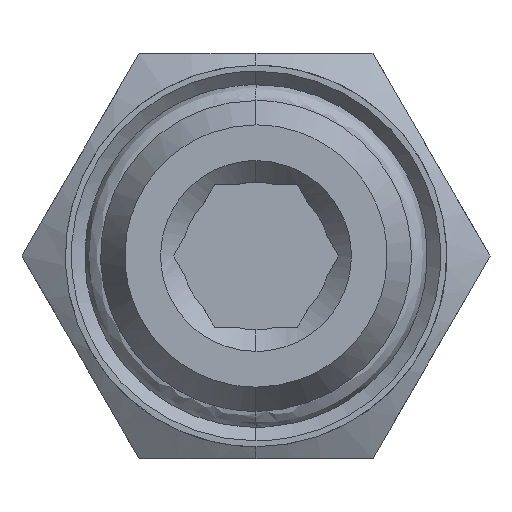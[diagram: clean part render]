
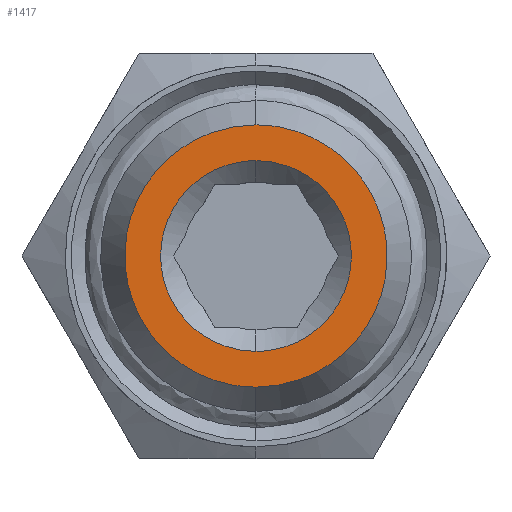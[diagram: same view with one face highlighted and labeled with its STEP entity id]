
A CAD part, front view. The second image highlights one B-rep face of the part: STEP entity #1417.
In plain terms, the highlighted free-form (B-spline) face has degree [1, 1] with [2, 2] control points.
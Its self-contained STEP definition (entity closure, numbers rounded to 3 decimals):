
#22 = CARTESIAN_POINT ( 'NONE',  ( 0., 0., 4. ) ) ;
#26 = CARTESIAN_POINT ( 'NONE',  ( -2.772, 0., -4.805 ) ) ;
#110 = CARTESIAN_POINT ( 'NONE',  ( 3.897, 0., -1.045 ) ) ;
#129 = CARTESIAN_POINT ( 'NONE',  ( 0.525, 0., 4. ) ) ;
#150 = FACE_BOUND ( 'NONE', #476, .T. ) ;
#199 = CARTESIAN_POINT ( 'NONE',  ( 0.722, 0., 5.5 ) ) ;
#321 = CARTESIAN_POINT ( 'NONE',  ( -3.2, 0., 2.457 ) ) ;
#341 = CARTESIAN_POINT ( 'NONE',  ( 0., 0., -4. ) ) ;
#356 = CARTESIAN_POINT ( 'NONE',  ( -3.494, 0., 2.016 ) ) ;
#452 = CARTESIAN_POINT ( 'NONE',  ( 2.457, 0., -3.2 ) ) ;
#473 = CARTESIAN_POINT ( 'NONE',  ( -5.566, 0., 5.566 ) ) ;
#476 = EDGE_LOOP ( 'NONE', ( #557, #1808 ) ) ;
#499 = VERTEX_POINT ( 'NONE', #3073 ) ;
#557 = ORIENTED_EDGE ( 'NONE', *, *, #3779, .T. ) ;
#570 = CARTESIAN_POINT ( 'NONE',  ( 0., 0., -5.5 ) ) ;
#583 = CARTESIAN_POINT ( 'NONE',  ( 4.4, 0., 3.378 ) ) ;
#596 = CARTESIAN_POINT ( 'NONE',  ( 0., 0., 4. ) ) ;
#648 = CARTESIAN_POINT ( 'NONE',  ( 0., 0., -4. ) ) ;
#649 = CARTESIAN_POINT ( 'NONE',  ( -2.016, 0., 3.494 ) ) ;
#654 = CARTESIAN_POINT ( 'NONE',  ( -5.5, 0., -0.722 ) ) ;
#665 = CARTESIAN_POINT ( 'NONE',  ( -0.722, 0., 5.5 ) ) ;
#670 = CARTESIAN_POINT ( 'NONE',  ( -3.2, 0., -2.457 ) ) ;
#676 = CARTESIAN_POINT ( 'NONE',  ( -4.4, 0., -3.378 ) ) ;
#688 = CARTESIAN_POINT ( 'NONE',  ( -1.437, 0., 5.358 ) ) ;
#703 = CARTESIAN_POINT ( 'NONE',  ( -4.805, 0., 2.772 ) ) ;
#732 = CARTESIAN_POINT ( 'NONE',  ( 4., 0., -0.525 ) ) ;
#747 = CARTESIAN_POINT ( 'NONE',  ( 2.457, 0., 3.2 ) ) ;
#855 = CARTESIAN_POINT ( 'NONE',  ( 2.772, 0., -4.805 ) ) ;
#958 = CARTESIAN_POINT ( 'NONE',  ( -3.897, 0., 1.045 ) ) ;
#965 = CARTESIAN_POINT ( 'NONE',  ( -0.722, 0., -5.5 ) ) ;
#1079 = CARTESIAN_POINT ( 'NONE',  ( 3.897, 0., 1.045 ) ) ;
#1111 = CARTESIAN_POINT ( 'NONE',  ( 0.525, 0., -4. ) ) ;
#1125 = CARTESIAN_POINT ( 'NONE',  ( 5.566, 0., 5.566 ) ) ;
#1134 = ORIENTED_EDGE ( 'NONE', *, *, #1972, .T. ) ;
#1210 = CARTESIAN_POINT ( 'NONE',  ( 4.805, 0., -2.772 ) ) ;
#1236 = CARTESIAN_POINT ( 'NONE',  ( 0., 0., 5.5 ) ) ;
#1266 = ORIENTED_EDGE ( 'NONE', *, *, #2647, .T. ) ;
#1318 = CARTESIAN_POINT ( 'NONE',  ( -2.016, 0., -3.494 ) ) ;
#1379 = CARTESIAN_POINT ( 'NONE',  ( 1.045, 0., 3.897 ) ) ;
#1417 = ADVANCED_FACE ( 'NONE', ( #150, #3467 ), #3890, .T. ) ;
#1422 = CARTESIAN_POINT ( 'NONE',  ( 2.016, 0., -3.494 ) ) ;
#1521 = B_SPLINE_CURVE_WITH_KNOTS ( 'NONE', 3,
 ( #341, #4206, #2275, #1318, #1959, #670, #3255, #2619, #2972, #3581, #958, #356, #321, #3567, #649, #2931, #1646, #22 ),
 .UNSPECIFIED., .F., .F.,
 ( 4, 2, 2, 2, 2, 2, 2, 2, 4 ),
 ( 0., 0.393, 0.785, 1.178, 1.571, 1.963, 2.356, 2.749, 3.142 ),
 .UNSPECIFIED. ) ;
#1529 = EDGE_CURVE ( 'NONE', #1894, #1859, #1521, .T. ) ;
#1566 = CARTESIAN_POINT ( 'NONE',  ( 5.358, 0., -1.437 ) ) ;
#1624 = CARTESIAN_POINT ( 'NONE',  ( -3.378, 0., 4.4 ) ) ;
#1638 = CARTESIAN_POINT ( 'NONE',  ( -4.805, 0., -2.772 ) ) ;
#1646 = CARTESIAN_POINT ( 'NONE',  ( -0.525, 0., 4. ) ) ;
#1705 = CARTESIAN_POINT ( 'NONE',  ( 2.016, 0., 3.494 ) ) ;
#1808 = ORIENTED_EDGE ( 'NONE', *, *, #1529, .T. ) ;
#1859 = VERTEX_POINT ( 'NONE', #596 ) ;
#1866 = CARTESIAN_POINT ( 'NONE',  ( 3.378, 0., 4.4 ) ) ;
#1894 = VERTEX_POINT ( 'NONE', #648 ) ;
#1959 = CARTESIAN_POINT ( 'NONE',  ( -2.457, 0., -3.2 ) ) ;
#1972 = EDGE_CURVE ( 'NONE', #2689, #499, #3624, .T. ) ;
#1974 = CARTESIAN_POINT ( 'NONE',  ( -1.437, 0., -5.358 ) ) ;
#2043 = CARTESIAN_POINT ( 'NONE',  ( 3.2, 0., -2.457 ) ) ;
#2104 = CARTESIAN_POINT ( 'NONE',  ( 5.566, 0., -5.566 ) ) ;
#2152 = CARTESIAN_POINT ( 'NONE',  ( 3.378, 0., -4.4 ) ) ;
#2164 = CARTESIAN_POINT ( 'NONE',  ( 5.358, 0., 1.437 ) ) ;
#2275 = CARTESIAN_POINT ( 'NONE',  ( -1.045, 0., -3.897 ) ) ;
#2280 = CARTESIAN_POINT ( 'NONE',  ( 0., 0., -5.5 ) ) ;
#2397 = CARTESIAN_POINT ( 'NONE',  ( 4., 0., 0.525 ) ) ;
#2510 = CARTESIAN_POINT ( 'NONE',  ( 5.5, 0., 0.722 ) ) ;
#2619 = CARTESIAN_POINT ( 'NONE',  ( -3.897, 0., -1.045 ) ) ;
#2647 = EDGE_CURVE ( 'NONE', #499, #2689, #3191, .T. ) ;
#2649 = CARTESIAN_POINT ( 'NONE',  ( 0., 0., 5.5 ) ) ;
#2675 = CARTESIAN_POINT ( 'NONE',  ( 3.2, 0., 2.457 ) ) ;
#2689 = VERTEX_POINT ( 'NONE', #2921 ) ;
#2698 = CARTESIAN_POINT ( 'NONE',  ( 0., 0., 4. ) ) ;
#2732 = CARTESIAN_POINT ( 'NONE',  ( 1.045, 0., -3.897 ) ) ;
#2846 = CARTESIAN_POINT ( 'NONE',  ( 0.722, 0., -5.5 ) ) ;
#2869 = CARTESIAN_POINT ( 'NONE',  ( 1.437, 0., 5.358 ) ) ;
#2921 = CARTESIAN_POINT ( 'NONE',  ( 0., 0., 5.5 ) ) ;
#2931 = CARTESIAN_POINT ( 'NONE',  ( -1.045, 0., 3.897 ) ) ;
#2935 = CARTESIAN_POINT ( 'NONE',  ( -5.358, 0., -1.437 ) ) ;
#2972 = CARTESIAN_POINT ( 'NONE',  ( -4., 0., -0.525 ) ) ;
#3073 = CARTESIAN_POINT ( 'NONE',  ( 0., 0., -5.5 ) ) ;
#3146 = B_SPLINE_CURVE_WITH_KNOTS ( 'NONE', 3,
 ( #2698, #129, #1379, #1705, #747, #2675, #3704, #1079, #2397, #732, #110, #3663, #2043, #452, #1422, #2732, #1111, #3356 ),
 .UNSPECIFIED., .F., .F.,
 ( 4, 2, 2, 2, 2, 2, 2, 2, 4 ),
 ( 0., 0.393, 0.785, 1.178, 1.571, 1.963, 2.356, 2.749, 3.142 ),
 .UNSPECIFIED. ) ;
#3172 = CARTESIAN_POINT ( 'NONE',  ( 1.437, 0., -5.358 ) ) ;
#3191 = B_SPLINE_CURVE_WITH_KNOTS ( 'NONE', 3,
 ( #570, #2846, #3172, #855, #2152, #4109, #1210, #1566, #3790, #2510, #2164, #3812, #583, #1866, #4135, #2869, #199, #1236 ),
 .UNSPECIFIED., .F., .F.,
 ( 4, 2, 2, 2, 2, 2, 2, 2, 4 ),
 ( 0., 0.393, 0.785, 1.178, 1.571, 1.963, 2.356, 2.749, 3.142 ),
 .UNSPECIFIED. ) ;
#3255 = CARTESIAN_POINT ( 'NONE',  ( -3.494, 0., -2.016 ) ) ;
#3259 = CARTESIAN_POINT ( 'NONE',  ( -5.358, 0., 1.437 ) ) ;
#3286 = CARTESIAN_POINT ( 'NONE',  ( -3.378, 0., -4.4 ) ) ;
#3295 = CARTESIAN_POINT ( 'NONE',  ( -4.4, 0., 3.378 ) ) ;
#3356 = CARTESIAN_POINT ( 'NONE',  ( 0., 0., -4. ) ) ;
#3405 = CARTESIAN_POINT ( 'NONE',  ( -5.566, 0., -5.566 ) ) ;
#3467 = FACE_OUTER_BOUND ( 'NONE', #3878, .T. ) ;
#3567 = CARTESIAN_POINT ( 'NONE',  ( -2.457, 0., 3.2 ) ) ;
#3581 = CARTESIAN_POINT ( 'NONE',  ( -4., 0., 0.525 ) ) ;
#3584 = CARTESIAN_POINT ( 'NONE',  ( -5.5, 0., 0.722 ) ) ;
#3595 = CARTESIAN_POINT ( 'NONE',  ( -2.772, 0., 4.805 ) ) ;
#3624 = B_SPLINE_CURVE_WITH_KNOTS ( 'NONE', 3,
 ( #2649, #665, #688, #3595, #1624, #3295, #703, #3259, #3584, #654, #2935, #1638, #676, #3286, #26, #1974, #965, #2280 ),
 .UNSPECIFIED., .F., .F.,
 ( 4, 2, 2, 2, 2, 2, 2, 2, 4 ),
 ( 0., 0.393, 0.785, 1.178, 1.571, 1.963, 2.356, 2.749, 3.142 ),
 .UNSPECIFIED. ) ;
#3663 = CARTESIAN_POINT ( 'NONE',  ( 3.494, 0., -2.016 ) ) ;
#3704 = CARTESIAN_POINT ( 'NONE',  ( 3.494, 0., 2.016 ) ) ;
#3779 = EDGE_CURVE ( 'NONE', #1859, #1894, #3146, .T. ) ;
#3790 = CARTESIAN_POINT ( 'NONE',  ( 5.5, 0., -0.722 ) ) ;
#3812 = CARTESIAN_POINT ( 'NONE',  ( 4.805, 0., 2.772 ) ) ;
#3878 = EDGE_LOOP ( 'NONE', ( #1134, #1266 ) ) ;
#3890 = B_SPLINE_SURFACE_WITH_KNOTS ( 'NONE', 1, 1, ( 
 ( #473, #1125 ),
 ( #3405, #2104 ) ),
 .UNSPECIFIED., .F., .F., .F.,
 ( 2, 2 ),
 ( 2, 2 ),
 ( 0., 1. ),
 ( 0., 1. ),
 .UNSPECIFIED. ) ;
#4109 = CARTESIAN_POINT ( 'NONE',  ( 4.4, 0., -3.378 ) ) ;
#4135 = CARTESIAN_POINT ( 'NONE',  ( 2.772, 0., 4.805 ) ) ;
#4206 = CARTESIAN_POINT ( 'NONE',  ( -0.525, 0., -4. ) ) ;
